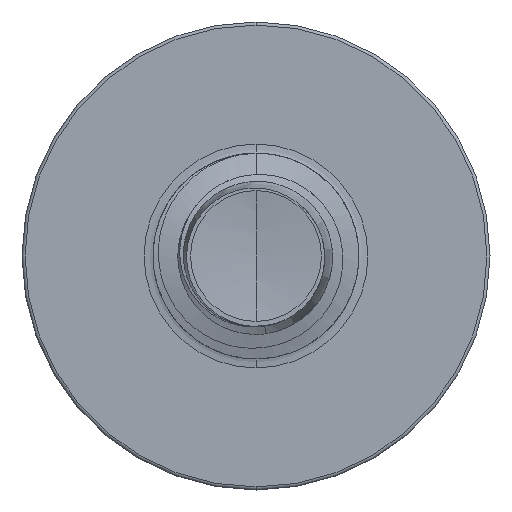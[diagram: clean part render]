
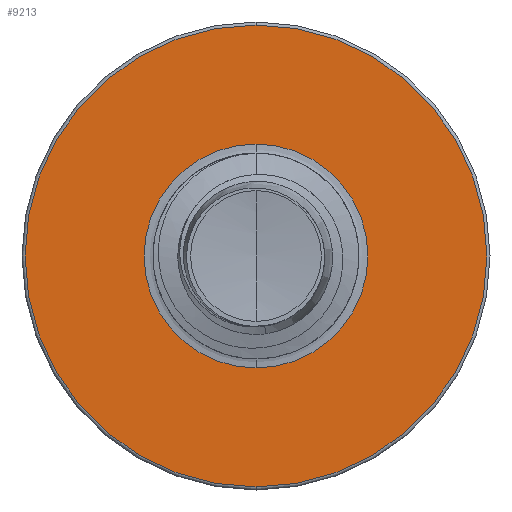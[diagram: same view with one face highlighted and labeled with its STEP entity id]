
A CAD part, front view. The second image highlights one B-rep face of the part: STEP entity #9213.
In plain terms, the highlighted planar face has unit normal (0, -1, 0).
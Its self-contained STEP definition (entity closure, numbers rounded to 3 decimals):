
#35 = AXIS2_PLACEMENT_3D ( 'NONE', #10194, #4186, #10842 ) ;
#86 = DIRECTION ( 'NONE',  ( 0., 0., 1. ) ) ;
#122 = DIRECTION ( 'NONE',  ( 0., 1., 0. ) ) ;
#142 = CARTESIAN_POINT ( 'NONE',  ( 0., 3., 0. ) ) ;
#929 = VERTEX_POINT ( 'NONE', #8208 ) ;
#1035 = CARTESIAN_POINT ( 'NONE',  ( 0., 3., -2.467 ) ) ;
#1505 = AXIS2_PLACEMENT_3D ( 'NONE', #10822, #5354, #11546 ) ;
#2703 = CARTESIAN_POINT ( 'NONE',  ( 0., 3., 1.196 ) ) ;
#2959 = CIRCLE ( 'NONE', #1505, 2.467 ) ;
#3398 = AXIS2_PLACEMENT_3D ( 'NONE', #9373, #9005, #9002 ) ;
#4179 = AXIS2_PLACEMENT_3D ( 'NONE', #142, #122, #86 ) ;
#4186 = DIRECTION ( 'NONE',  ( 0., 1., 0. ) ) ;
#4344 = CIRCLE ( 'NONE', #4179, 1.196 ) ;
#4672 = EDGE_LOOP ( 'NONE', ( #6779, #6847 ) ) ;
#4760 = AXIS2_PLACEMENT_3D ( 'NONE', #7349, #12913, #8372 ) ;
#4769 = EDGE_LOOP ( 'NONE', ( #6878, #7076 ) ) ;
#5354 = DIRECTION ( 'NONE',  ( 0., 1., 0. ) ) ;
#6085 = FACE_BOUND ( 'NONE', #4769, .T. ) ;
#6779 = ORIENTED_EDGE ( 'NONE', *, *, #12692, .F. ) ;
#6847 = ORIENTED_EDGE ( 'NONE', *, *, #11568, .F. ) ;
#6878 = ORIENTED_EDGE ( 'NONE', *, *, #10796, .T. ) ;
#7076 = ORIENTED_EDGE ( 'NONE', *, *, #8861, .T. ) ;
#7349 = CARTESIAN_POINT ( 'NONE',  ( 0., 3., 0. ) ) ;
#8201 = VERTEX_POINT ( 'NONE', #2703 ) ;
#8208 = CARTESIAN_POINT ( 'NONE',  ( 0., 3., -1.196 ) ) ;
#8372 = DIRECTION ( 'NONE',  ( 0., 0., 1. ) ) ;
#8861 = EDGE_CURVE ( 'NONE', #929, #8201, #4344, .T. ) ;
#9002 = DIRECTION ( 'NONE',  ( 0., 0., 1. ) ) ;
#9005 = DIRECTION ( 'NONE',  ( 0., 1., 0. ) ) ;
#9015 = PLANE ( 'NONE',  #3398 ) ;
#9143 = VERTEX_POINT ( 'NONE', #10566 ) ;
#9213 = ADVANCED_FACE ( 'NONE', ( #10754, #6085 ), #9015, .F. ) ;
#9373 = CARTESIAN_POINT ( 'NONE',  ( 0., 3., -1.196 ) ) ;
#10194 = CARTESIAN_POINT ( 'NONE',  ( 0., 3., 0. ) ) ;
#10566 = CARTESIAN_POINT ( 'NONE',  ( 0., 3., 2.467 ) ) ;
#10754 = FACE_OUTER_BOUND ( 'NONE', #4672, .T. ) ;
#10796 = EDGE_CURVE ( 'NONE', #8201, #929, #12234, .T. ) ;
#10822 = CARTESIAN_POINT ( 'NONE',  ( 0., 3., 0. ) ) ;
#10842 = DIRECTION ( 'NONE',  ( 0., 0., 1. ) ) ;
#11447 = VERTEX_POINT ( 'NONE', #1035 ) ;
#11546 = DIRECTION ( 'NONE',  ( 0., 0., 1. ) ) ;
#11568 = EDGE_CURVE ( 'NONE', #11447, #9143, #2959, .T. ) ;
#12113 = CIRCLE ( 'NONE', #35, 2.467 ) ;
#12234 = CIRCLE ( 'NONE', #4760, 1.196 ) ;
#12692 = EDGE_CURVE ( 'NONE', #9143, #11447, #12113, .T. ) ;
#12913 = DIRECTION ( 'NONE',  ( 0., 1., 0. ) ) ;
